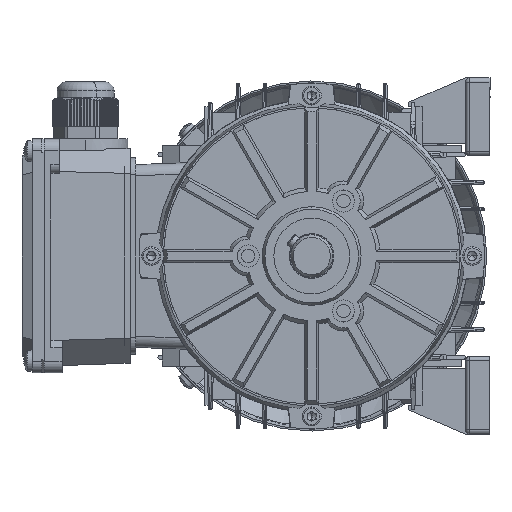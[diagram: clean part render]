
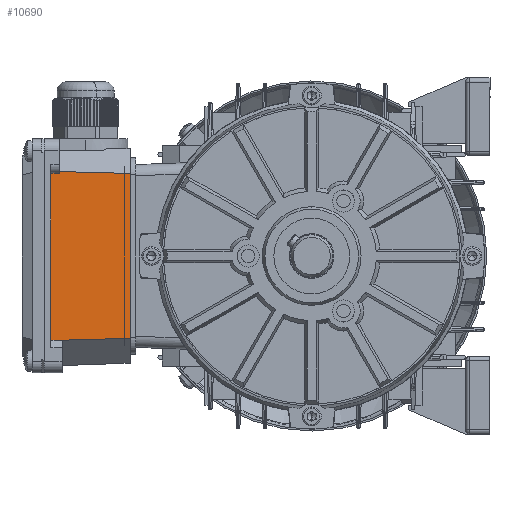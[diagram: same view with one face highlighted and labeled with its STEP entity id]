
A CAD part, left-side view. The second image highlights one B-rep face of the part: STEP entity #10690.
In plain terms, the highlighted face is planar.
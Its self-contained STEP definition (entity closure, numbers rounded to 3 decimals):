
#10690 = ADVANCED_FACE ( 'NONE', ( #28936 ), #28927, .F. ) ;
#10695 = EDGE_LOOP ( 'NONE', ( #11186, #11092, #11102, #11076, #10968, #10998, #11006, #10946 ) ) ;
#10936 = EDGE_CURVE ( 'NONE', #11002, #11008, #29708, .T. ) ;
#10946 = ORIENTED_EDGE ( 'NONE', *, *, #10952, .F. ) ;
#10952 = EDGE_CURVE ( 'NONE', #11204, #11008, #29655, .T. ) ;
#10968 = ORIENTED_EDGE ( 'NONE', *, *, #10973, .F. ) ;
#10973 = EDGE_CURVE ( 'NONE', #10995, #11084, #29742, .T. ) ;
#10995 = VERTEX_POINT ( 'NONE', #29795 ) ;
#10998 = ORIENTED_EDGE ( 'NONE', *, *, #11001, .F. ) ;
#11001 = EDGE_CURVE ( 'NONE', #11002, #10995, #29778, .T. ) ;
#11002 = VERTEX_POINT ( 'NONE', #29904 ) ;
#11006 = ORIENTED_EDGE ( 'NONE', *, *, #10936, .T. ) ;
#11008 = VERTEX_POINT ( 'NONE', #29874 ) ;
#11076 = ORIENTED_EDGE ( 'NONE', *, *, #11081, .T. ) ;
#11081 = EDGE_CURVE ( 'NONE', #11111, #11084, #30170, .T. ) ;
#11084 = VERTEX_POINT ( 'NONE', #30161 ) ;
#11092 = ORIENTED_EDGE ( 'NONE', *, *, #11097, .F. ) ;
#11097 = EDGE_CURVE ( 'NONE', #11208, #11199, #30233, .T. ) ;
#11102 = ORIENTED_EDGE ( 'NONE', *, *, #11107, .F. ) ;
#11107 = EDGE_CURVE ( 'NONE', #11111, #11208, #30222, .T. ) ;
#11111 = VERTEX_POINT ( 'NONE', #30198 ) ;
#11186 = ORIENTED_EDGE ( 'NONE', *, *, #11191, .F. ) ;
#11191 = EDGE_CURVE ( 'NONE', #11199, #11204, #30489, .T. ) ;
#11199 = VERTEX_POINT ( 'NONE', #30462 ) ;
#11204 = VERTEX_POINT ( 'NONE', #30457 ) ;
#11208 = VERTEX_POINT ( 'NONE', #30455 ) ;
#28925 = CARTESIAN_POINT ( 'NONE',  ( 43.553, -49.393, 49.5 ) ) ;
#28927 = PLANE ( 'NONE',  #29050 ) ;
#28936 = FACE_OUTER_BOUND ( 'NONE', #10695, .T. ) ;
#29046 = DIRECTION ( 'NONE',  ( -0.999, 0., -0.035 ) ) ;
#29048 = DIRECTION ( 'NONE',  ( 0.035, 0.001, -0.999 ) ) ;
#29050 = AXIS2_PLACEMENT_3D ( 'NONE', #28925, #29048, #29046 ) ;
#29650 = DIRECTION ( 'NONE',  ( 0., -1., -0.001 ) ) ;
#29651 = VECTOR ( 'NONE', #29650, 1000. ) ;
#29654 = CARTESIAN_POINT ( 'NONE',  ( 35.5, -49.393, 49.219 ) ) ;
#29655 = LINE ( 'NONE', #29654, #29651 ) ;
#29694 = CARTESIAN_POINT ( 'NONE',  ( 35.5, -37.116, 49.234 ) ) ;
#29695 = CARTESIAN_POINT ( 'NONE',  ( 34.294, -37.11, 49.192 ) ) ;
#29697 = CARTESIAN_POINT ( 'NONE',  ( 33.086, -37.104, 49.15 ) ) ;
#29699 = CARTESIAN_POINT ( 'NONE',  ( 31.875, -37.099, 49.107 ) ) ;
#29708 =( BOUNDED_CURVE ( )  B_SPLINE_CURVE ( 3, ( #29699, #29697, #29695, #29694 ),
 .UNSPECIFIED., .F., .T. ) 
 B_SPLINE_CURVE_WITH_KNOTS ( ( 4, 4 ),
 ( 1.693, 1.726 ),
 .UNSPECIFIED. ) 
 CURVE ( )  GEOMETRIC_REPRESENTATION_ITEM ( )  RATIONAL_B_SPLINE_CURVE ( ( 1., 1., 1., 1. ) ) 
 REPRESENTATION_ITEM ( '' )  );
#29737 = DIRECTION ( 'NONE',  ( -0.999, 0.027, -0.035 ) ) ;
#29739 = VECTOR ( 'NONE', #29737, 1000. ) ;
#29741 = CARTESIAN_POINT ( 'NONE',  ( 40.501, -38.128, 49.407 ) ) ;
#29742 = LINE ( 'NONE', #29741, #29739 ) ;
#29776 = CARTESIAN_POINT ( 'NONE',  ( 31.875, -49.393, 49.092 ) ) ;
#29778 = LINE ( 'NONE', #29776, #29908 ) ;
#29795 = CARTESIAN_POINT ( 'NONE',  ( 31.875, -37.897, 49.106 ) ) ;
#29874 = CARTESIAN_POINT ( 'NONE',  ( 35.5, -37.116, 49.234 ) ) ;
#29904 = CARTESIAN_POINT ( 'NONE',  ( 31.875, -37.099, 49.107 ) ) ;
#29906 = DIRECTION ( 'NONE',  ( 0., -1., -0.001 ) ) ;
#29908 = VECTOR ( 'NONE', #29906, 1000. ) ;
#30161 = CARTESIAN_POINT ( 'NONE',  ( 0., -37.04, 47.995 ) ) ;
#30165 = DIRECTION ( 'NONE',  ( 0., -1., -0.001 ) ) ;
#30167 = VECTOR ( 'NONE', #30165, 1000. ) ;
#30168 = CARTESIAN_POINT ( 'NONE',  ( 0., 87.477, 48.147 ) ) ;
#30170 = LINE ( 'NONE', #30168, #30167 ) ;
#30198 = CARTESIAN_POINT ( 'NONE',  ( 0., 36.95, 48.085 ) ) ;
#30200 = DIRECTION ( 'NONE',  ( 0.999, 0.027, 0.035 ) ) ;
#30202 = VECTOR ( 'NONE', #30200, 1000. ) ;
#30204 = CARTESIAN_POINT ( 'NONE',  ( 40.5, 38.036, 49.5 ) ) ;
#30222 = LINE ( 'NONE', #30204, #30202 ) ;
#30227 = DIRECTION ( 'NONE',  ( 0., -1., -0.001 ) ) ;
#30229 = VECTOR ( 'NONE', #30227, 1000. ) ;
#30231 = CARTESIAN_POINT ( 'NONE',  ( 30.5, -49.393, 49.044 ) ) ;
#30233 = LINE ( 'NONE', #30231, #30229 ) ;
#30455 = CARTESIAN_POINT ( 'NONE',  ( 30.5, 37.767, 49.151 ) ) ;
#30457 = CARTESIAN_POINT ( 'NONE',  ( 35.5, 37.901, 49.325 ) ) ;
#30462 = CARTESIAN_POINT ( 'NONE',  ( 30.5, 37.727, 49.151 ) ) ;
#30484 = DIRECTION ( 'NONE',  ( 0.999, 0.035, 0.035 ) ) ;
#30486 = VECTOR ( 'NONE', #30484, 1000. ) ;
#30488 = CARTESIAN_POINT ( 'NONE',  ( 40.497, 38.076, 49.5 ) ) ;
#30489 = LINE ( 'NONE', #30488, #30486 ) ;
